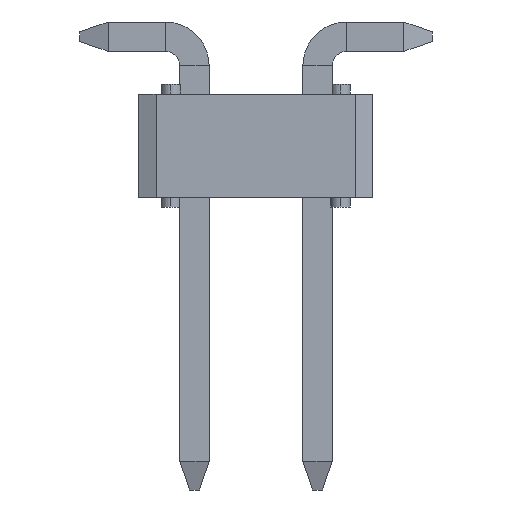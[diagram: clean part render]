
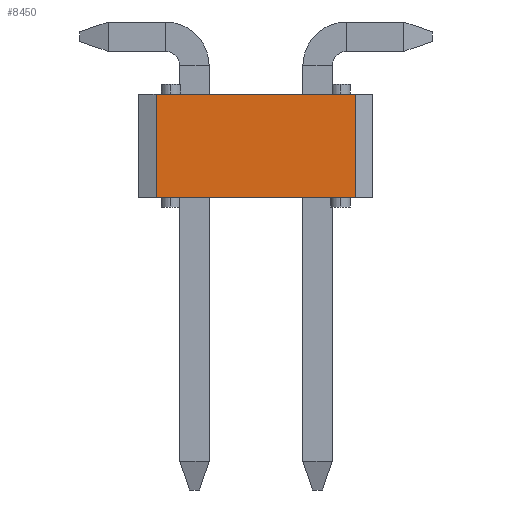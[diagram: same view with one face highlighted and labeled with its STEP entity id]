
A CAD part, left-side view. The second image highlights one B-rep face of the part: STEP entity #8450.
In plain terms, the highlighted planar face has unit normal (-1, 0, 0).
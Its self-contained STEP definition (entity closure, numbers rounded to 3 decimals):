
#449=DIRECTION('',(0.,1.,0.));
#450=VECTOR('',#449,4.116);
#451=CARTESIAN_POINT('',(-3.61,-2.058,0.));
#452=LINE('11178',#451,#450);
#1705=DIRECTION('',(0.,1.,0.));
#1706=VECTOR('',#1705,4.116);
#1707=CARTESIAN_POINT('',(-3.61,-2.058,2.13));
#1708=LINE('11182',#1707,#1706);
#2801=DIRECTION('',(0.,0.,1.));
#2802=VECTOR('',#2801,2.13);
#2803=CARTESIAN_POINT('',(-3.61,2.058,0.));
#2804=LINE('11190',#2803,#2802);
#3045=DIRECTION('',(0.,0.,1.));
#3046=VECTOR('',#3045,2.13);
#3047=CARTESIAN_POINT('',(-3.61,-2.058,0.));
#3048=LINE('11191',#3047,#3046);
#4529=CARTESIAN_POINT('',(-3.61,-2.058,0.));
#4530=CARTESIAN_POINT('',(-3.61,2.058,0.));
#4531=VERTEX_POINT('',#4529);
#4532=VERTEX_POINT('',#4530);
#4537=CARTESIAN_POINT('',(-3.61,-2.058,2.13));
#4538=CARTESIAN_POINT('',(-3.61,2.058,2.13));
#4539=VERTEX_POINT('',#4537);
#4540=VERTEX_POINT('',#4538);
#8437=CARTESIAN_POINT('',(-3.61,-2.6,2.13));
#8438=DIRECTION('',(1.,0.,0.));
#8439=DIRECTION('',(0.,1.,0.));
#8440=AXIS2_PLACEMENT_3D('',#8437,#8438,#8439);
#8441=PLANE('11166',#8440);
#8442=ORIENTED_EDGE('11178',*,*,#5158,.T.);
#8444=ORIENTED_EDGE('11190',*,*,#8443,.T.);
#8445=ORIENTED_EDGE('11182',*,*,#6336,.F.);
#8447=ORIENTED_EDGE('11191',*,*,#8446,.F.);
#8448=EDGE_LOOP('11166',(#8442,#8444,#8445,#8447));
#8449=FACE_OUTER_BOUND('11166',#8448,.F.);
#8450=ADVANCED_FACE('11166',(#8449),#8441,.F.);
#5158=EDGE_CURVE('11178',#4531,#4532,#452,.T.);
#6336=EDGE_CURVE('11182',#4539,#4540,#1708,.T.);
#8443=EDGE_CURVE('11190',#4532,#4540,#2804,.T.);
#8446=EDGE_CURVE('11191',#4531,#4539,#3048,.T.);
